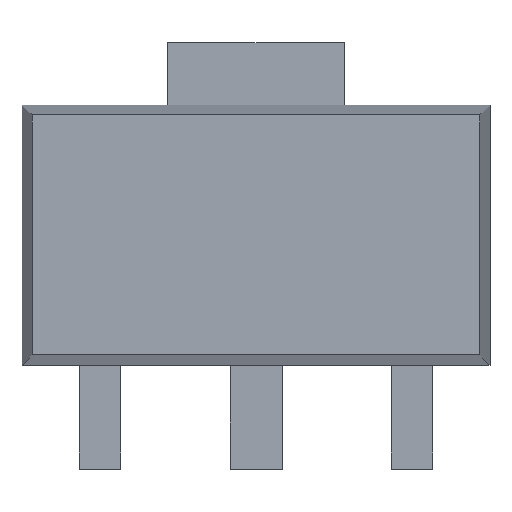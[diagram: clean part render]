
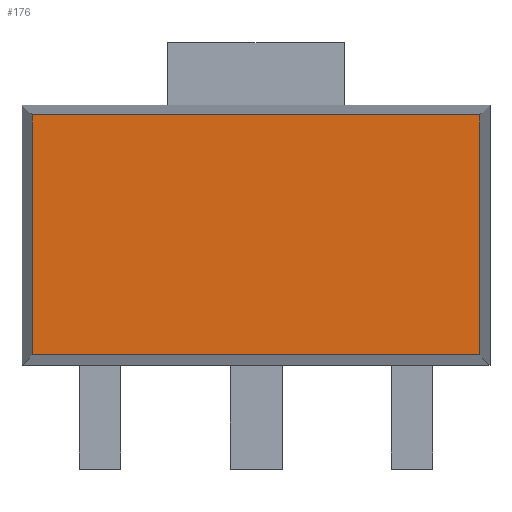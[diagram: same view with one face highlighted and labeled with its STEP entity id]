
A CAD part, top view. The second image highlights one B-rep face of the part: STEP entity #176.
In plain terms, the highlighted planar face has unit normal (0, 0, 1).
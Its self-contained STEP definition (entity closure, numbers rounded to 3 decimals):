
#176=ADVANCED_FACE('',(#268),#222,.T.);
#222=PLANE('',#959);
#268=FACE_OUTER_BOUND('',#314,.T.);
#314=EDGE_LOOP('',(#465,#466,#467,#468));
#465=ORIENTED_EDGE('',*,*,#688,.T.);
#466=ORIENTED_EDGE('',*,*,#689,.T.);
#467=ORIENTED_EDGE('',*,*,#690,.T.);
#468=ORIENTED_EDGE('',*,*,#691,.T.);
#599=VERTEX_POINT('',#1343);
#600=VERTEX_POINT('',#1344);
#601=VERTEX_POINT('',#1346);
#602=VERTEX_POINT('',#1348);
#688=EDGE_CURVE('',#599,#600,#794,.T.);
#689=EDGE_CURVE('',#600,#601,#795,.T.);
#690=EDGE_CURVE('',#601,#602,#796,.T.);
#691=EDGE_CURVE('',#602,#599,#797,.T.);
#794=LINE('',#1342,#900);
#795=LINE('',#1345,#901);
#796=LINE('',#1347,#902);
#797=LINE('',#1349,#903);
#900=VECTOR('',#1113,1.);
#901=VECTOR('',#1114,1.);
#902=VECTOR('',#1115,1.);
#903=VECTOR('',#1116,1.);
#959=AXIS2_PLACEMENT_3D('',#1350,#1117,#1118);
#1113=DIRECTION('',(-1.,0.,0.));
#1114=DIRECTION('',(0.,-1.,0.));
#1115=DIRECTION('',(1.,0.,0.));
#1116=DIRECTION('',(0.,1.,0.));
#1117=DIRECTION('',(0.,0.,1.));
#1118=DIRECTION('',(1.,0.,0.));
#1342=CARTESIAN_POINT('',(0.317,2.404,1.5));
#1343=CARTESIAN_POINT('',(2.471,2.404,1.5));
#1344=CARTESIAN_POINT('',(-1.837,2.404,1.5));
#1345=CARTESIAN_POINT('',(-1.837,1.25,1.5));
#1346=CARTESIAN_POINT('',(-1.837,0.096,1.5));
#1347=CARTESIAN_POINT('',(0.317,0.096,1.5));
#1348=CARTESIAN_POINT('',(2.471,0.096,1.5));
#1349=CARTESIAN_POINT('',(2.471,1.25,1.5));
#1350=CARTESIAN_POINT('',(0.317,1.25,1.5));
